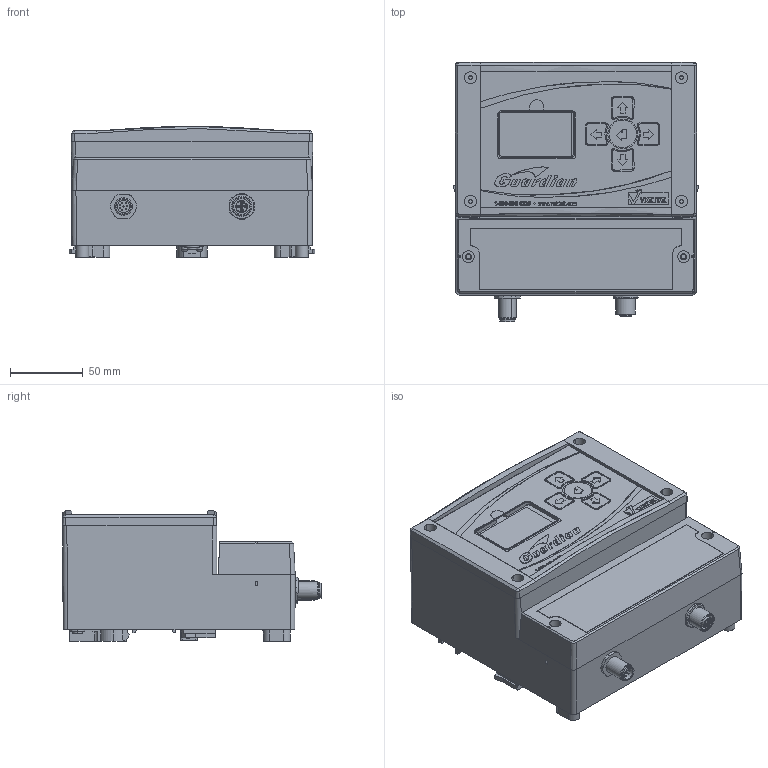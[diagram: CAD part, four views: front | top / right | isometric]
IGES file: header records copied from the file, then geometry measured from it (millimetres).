
Start section:  PTC IGES file: ilc33011014.igs
Global section: file name: ilc33011014.igs; native system: Creo Parametric by Parametric Technology Corporation; preprocessor: 2013320; author: jdw; organization: Unknown; date: 20180716.101751; units: inch
Bounding box: 168.86 x 178.06 x 89.96 mm (x, y, z)
Surface area: 298964.4 mm2 (no closed solid volume)
Topology: 0 solids, 0 shells, 2511 faces, 13574 edges, 13572 vertices
Faces by surface type: bspline 1368, extrusion 586, revolution 557
